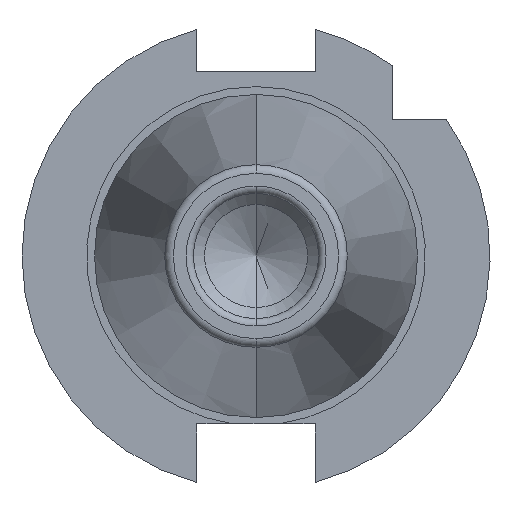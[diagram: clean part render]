
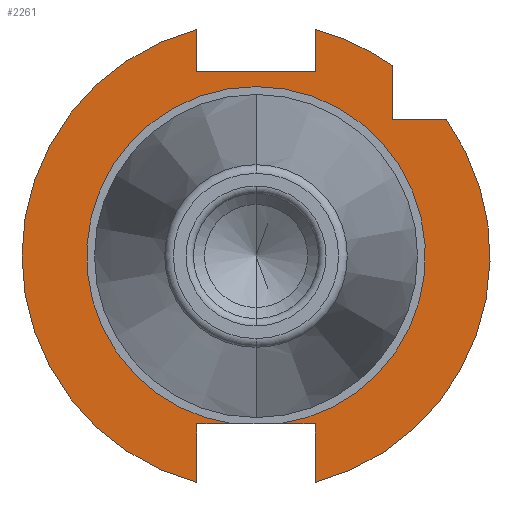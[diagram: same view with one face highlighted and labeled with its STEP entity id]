
A CAD part, left-side view. The second image highlights one B-rep face of the part: STEP entity #2261.
In plain terms, the highlighted planar face has unit normal (-1, 0, 0).
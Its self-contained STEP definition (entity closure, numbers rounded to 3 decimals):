
#4 = CARTESIAN_POINT ( 'NONE',  ( 0., 0., 0. ) ) ;
#21 = VECTOR ( 'NONE', #1711, 1000. ) ;
#43 = LINE ( 'NONE', #1181, #1225 ) ;
#68 = AXIS2_PLACEMENT_3D ( 'NONE', #226, #325, #2447 ) ;
#86 = DIRECTION ( 'NONE',  ( 0., 0., 1. ) ) ;
#93 = AXIS2_PLACEMENT_3D ( 'NONE', #1207, #1449, #994 ) ;
#105 = CARTESIAN_POINT ( 'NONE',  ( 0., -18.5, 25.834 ) ) ;
#166 = ORIENTED_EDGE ( 'NONE', *, *, #1539, .F. ) ;
#194 = CARTESIAN_POINT ( 'NONE',  ( 0., -8.05, 25. ) ) ;
#198 = EDGE_CURVE ( 'NONE', #2184, #2281, #1009, .T. ) ;
#226 = CARTESIAN_POINT ( 'NONE',  ( 0., 0., 0. ) ) ;
#231 = LINE ( 'NONE', #194, #2360 ) ;
#247 = AXIS2_PLACEMENT_3D ( 'NONE', #2287, #614, #1390 ) ;
#268 = DIRECTION ( 'NONE',  ( 0., 1., 0. ) ) ;
#300 = CIRCLE ( 'NONE', #481, 23. ) ;
#325 = DIRECTION ( 'NONE',  ( 1., 0., 0. ) ) ;
#341 = CARTESIAN_POINT ( 'NONE',  ( 0., -8.05, -30.738 ) ) ;
#377 = CARTESIAN_POINT ( 'NONE',  ( 0., -18.5, 18.5 ) ) ;
#405 = EDGE_CURVE ( 'NONE', #1024, #742, #1110, .T. ) ;
#427 = AXIS2_PLACEMENT_3D ( 'NONE', #762, #2203, #86 ) ;
#433 = CARTESIAN_POINT ( 'NONE',  ( 0., -25.834, 18.5 ) ) ;
#451 = DIRECTION ( 'NONE',  ( 0., 0., -1. ) ) ;
#454 = VERTEX_POINT ( 'NONE', #2252 ) ;
#461 = CARTESIAN_POINT ( 'NONE',  ( 0., -18.5, 25.834 ) ) ;
#470 = CARTESIAN_POINT ( 'NONE',  ( 0., -8.05, -30.738 ) ) ;
#481 = AXIS2_PLACEMENT_3D ( 'NONE', #2024, #1519, #2435 ) ;
#509 = ORIENTED_EDGE ( 'NONE', *, *, #1992, .F. ) ;
#566 = DIRECTION ( 'NONE',  ( 0., 0., -1. ) ) ;
#573 = DIRECTION ( 'NONE',  ( 0., -1., 0. ) ) ;
#582 = CARTESIAN_POINT ( 'NONE',  ( 0., -8.05, -22.8 ) ) ;
#614 = DIRECTION ( 'NONE',  ( -1., 0., 0. ) ) ;
#620 = DIRECTION ( 'NONE',  ( 0., 1., 0. ) ) ;
#626 = ORIENTED_EDGE ( 'NONE', *, *, #1296, .F. ) ;
#654 = CARTESIAN_POINT ( 'NONE',  ( 0., 8.05, -30.738 ) ) ;
#681 = CIRCLE ( 'NONE', #247, 31.775 ) ;
#692 = LINE ( 'NONE', #2373, #21 ) ;
#742 = VERTEX_POINT ( 'NONE', #654 ) ;
#762 = CARTESIAN_POINT ( 'NONE',  ( 0., 0., 0. ) ) ;
#844 = ORIENTED_EDGE ( 'NONE', *, *, #1161, .F. ) ;
#893 = CIRCLE ( 'NONE', #427, 31.775 ) ;
#924 = PLANE ( 'NONE',  #68 ) ;
#963 = EDGE_CURVE ( 'NONE', #2372, #1912, #1916, .T. ) ;
#994 = DIRECTION ( 'NONE',  ( 0., 0., 1. ) ) ;
#1003 = LINE ( 'NONE', #582, #2495 ) ;
#1008 = VERTEX_POINT ( 'NONE', #433 ) ;
#1009 = LINE ( 'NONE', #470, #1564 ) ;
#1011 = CARTESIAN_POINT ( 'NONE',  ( 0., -8.05, -22.8 ) ) ;
#1016 = AXIS2_PLACEMENT_3D ( 'NONE', #4, #1974, #1843 ) ;
#1024 = VERTEX_POINT ( 'NONE', #1267 ) ;
#1072 = CARTESIAN_POINT ( 'NONE',  ( 0., -8.05, 30.738 ) ) ;
#1110 = CIRCLE ( 'NONE', #1016, 31.775 ) ;
#1161 = EDGE_CURVE ( 'NONE', #454, #742, #692, .T. ) ;
#1167 = ORIENTED_EDGE ( 'NONE', *, *, #198, .F. ) ;
#1181 = CARTESIAN_POINT ( 'NONE',  ( 0., 8.05, 30.738 ) ) ;
#1207 = CARTESIAN_POINT ( 'NONE',  ( 0., 0., 0. ) ) ;
#1222 = EDGE_LOOP ( 'NONE', ( #2419, #626, #1167, #2050, #166, #1572, #2418, #1644, #1273, #1389, #2100, #844, #1847, #509 ) ) ;
#1225 = VECTOR ( 'NONE', #566, 1000. ) ;
#1267 = CARTESIAN_POINT ( 'NONE',  ( 0., 8.05, 30.738 ) ) ;
#1273 = ORIENTED_EDGE ( 'NONE', *, *, #1383, .F. ) ;
#1282 = FACE_OUTER_BOUND ( 'NONE', #1222, .T. ) ;
#1296 = EDGE_CURVE ( 'NONE', #2281, #2310, #1671, .T. ) ;
#1306 = EDGE_CURVE ( 'NONE', #2184, #1008, #893, .T. ) ;
#1331 = CARTESIAN_POINT ( 'NONE',  ( 0., 0., 23. ) ) ;
#1355 = DIRECTION ( 'NONE',  ( 0., -1., 0. ) ) ;
#1383 = EDGE_CURVE ( 'NONE', #1576, #2372, #231, .T. ) ;
#1389 = ORIENTED_EDGE ( 'NONE', *, *, #2104, .F. ) ;
#1390 = DIRECTION ( 'NONE',  ( 0., 0., 1. ) ) ;
#1425 = CARTESIAN_POINT ( 'NONE',  ( 0., -8.05, 30.738 ) ) ;
#1449 = DIRECTION ( 'NONE',  ( -1., 0., 0. ) ) ;
#1451 = LINE ( 'NONE', #461, #1864 ) ;
#1468 = DIRECTION ( 'NONE',  ( 0., 0., 1. ) ) ;
#1519 = DIRECTION ( 'NONE',  ( -1., 0., 0. ) ) ;
#1535 = VECTOR ( 'NONE', #573, 1000. ) ;
#1536 = CARTESIAN_POINT ( 'NONE',  ( 0., 8.05, 25. ) ) ;
#1539 = EDGE_CURVE ( 'NONE', #2330, #1008, #2247, .T. ) ;
#1564 = VECTOR ( 'NONE', #1468, 1000. ) ;
#1572 = ORIENTED_EDGE ( 'NONE', *, *, #1984, .F. ) ;
#1576 = VERTEX_POINT ( 'NONE', #1536 ) ;
#1644 = ORIENTED_EDGE ( 'NONE', *, *, #963, .F. ) ;
#1671 = LINE ( 'NONE', #1011, #1735 ) ;
#1711 = DIRECTION ( 'NONE',  ( 0., 0., -1. ) ) ;
#1735 = VECTOR ( 'NONE', #620, 1000. ) ;
#1751 = VERTEX_POINT ( 'NONE', #1897 ) ;
#1814 = CARTESIAN_POINT ( 'NONE',  ( 0., -8.05, -22.8 ) ) ;
#1843 = DIRECTION ( 'NONE',  ( 0., 0., 1. ) ) ;
#1847 = ORIENTED_EDGE ( 'NONE', *, *, #2377, .F. ) ;
#1864 = VECTOR ( 'NONE', #451, 1000. ) ;
#1870 = CARTESIAN_POINT ( 'NONE',  ( 0., -8.05, 25. ) ) ;
#1897 = CARTESIAN_POINT ( 'NONE',  ( 0., 3.027, -22.8 ) ) ;
#1912 = VERTEX_POINT ( 'NONE', #1425 ) ;
#1915 = VERTEX_POINT ( 'NONE', #1331 ) ;
#1916 = LINE ( 'NONE', #1072, #2299 ) ;
#1974 = DIRECTION ( 'NONE',  ( -1., 0., 0. ) ) ;
#1984 = EDGE_CURVE ( 'NONE', #2070, #2330, #1451, .T. ) ;
#1992 = EDGE_CURVE ( 'NONE', #1915, #1751, #300, .T. ) ;
#1995 = CARTESIAN_POINT ( 'NONE',  ( 0., -3.027, -22.8 ) ) ;
#2015 = EDGE_CURVE ( 'NONE', #2310, #1915, #2315, .T. ) ;
#2024 = CARTESIAN_POINT ( 'NONE',  ( 0., 0., 0. ) ) ;
#2050 = ORIENTED_EDGE ( 'NONE', *, *, #1306, .T. ) ;
#2070 = VERTEX_POINT ( 'NONE', #105 ) ;
#2100 = ORIENTED_EDGE ( 'NONE', *, *, #405, .T. ) ;
#2104 = EDGE_CURVE ( 'NONE', #1024, #1576, #43, .T. ) ;
#2170 = DIRECTION ( 'NONE',  ( 0., 0., 1. ) ) ;
#2184 = VERTEX_POINT ( 'NONE', #341 ) ;
#2203 = DIRECTION ( 'NONE',  ( -1., 0., 0. ) ) ;
#2247 = LINE ( 'NONE', #377, #1535 ) ;
#2252 = CARTESIAN_POINT ( 'NONE',  ( 0., 8.05, -22.8 ) ) ;
#2255 = EDGE_CURVE ( 'NONE', #2070, #1912, #681, .T. ) ;
#2261 = ADVANCED_FACE ( 'NONE', ( #1282 ), #924, .F. ) ;
#2281 = VERTEX_POINT ( 'NONE', #1814 ) ;
#2287 = CARTESIAN_POINT ( 'NONE',  ( 0., 0., 0. ) ) ;
#2299 = VECTOR ( 'NONE', #2170, 1000. ) ;
#2310 = VERTEX_POINT ( 'NONE', #1995 ) ;
#2315 = CIRCLE ( 'NONE', #93, 23. ) ;
#2330 = VERTEX_POINT ( 'NONE', #2464 ) ;
#2360 = VECTOR ( 'NONE', #1355, 1000. ) ;
#2372 = VERTEX_POINT ( 'NONE', #1870 ) ;
#2373 = CARTESIAN_POINT ( 'NONE',  ( 0., 8.05, -30.738 ) ) ;
#2377 = EDGE_CURVE ( 'NONE', #1751, #454, #1003, .T. ) ;
#2418 = ORIENTED_EDGE ( 'NONE', *, *, #2255, .T. ) ;
#2419 = ORIENTED_EDGE ( 'NONE', *, *, #2015, .F. ) ;
#2435 = DIRECTION ( 'NONE',  ( 0., 0., 1. ) ) ;
#2447 = DIRECTION ( 'NONE',  ( 0., 0., -1. ) ) ;
#2464 = CARTESIAN_POINT ( 'NONE',  ( 0., -18.5, 18.5 ) ) ;
#2495 = VECTOR ( 'NONE', #268, 1000. ) ;
